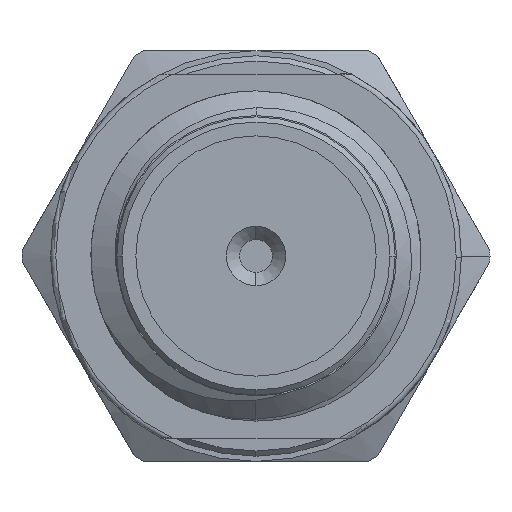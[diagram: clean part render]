
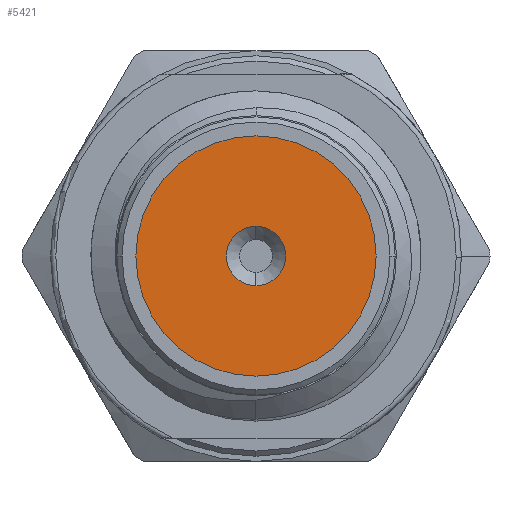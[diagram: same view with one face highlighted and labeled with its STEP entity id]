
A CAD part, left-side view. The second image highlights one B-rep face of the part: STEP entity #5421.
In plain terms, the highlighted planar face has unit normal (-1, 0, 0).
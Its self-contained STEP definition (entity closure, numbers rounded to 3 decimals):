
#187 = CARTESIAN_POINT ( 'NONE',  ( 1.95, 0., 0.571 ) ) ;
#648 = PLANE ( 'NONE',  #3842 ) ;
#948 = AXIS2_PLACEMENT_3D ( 'NONE', #5934, #3139, #1589 ) ;
#1016 = DIRECTION ( 'NONE',  ( 0., 0., 1. ) ) ;
#1088 = CIRCLE ( 'NONE', #2480, 2.31 ) ;
#1122 = FACE_OUTER_BOUND ( 'NONE', #3956, .T. ) ;
#1196 = DIRECTION ( 'NONE',  ( 0., 0., 1. ) ) ;
#1428 = CIRCLE ( 'NONE', #1647, 0.571 ) ;
#1463 = DIRECTION ( 'NONE',  ( -1., 0., 0. ) ) ;
#1589 = DIRECTION ( 'NONE',  ( 0., 0., 1. ) ) ;
#1647 = AXIS2_PLACEMENT_3D ( 'NONE', #1703, #4683, #3659 ) ;
#1703 = CARTESIAN_POINT ( 'NONE',  ( 1.95, 0., 0. ) ) ;
#1770 = CIRCLE ( 'NONE', #5597, 2.31 ) ;
#1976 = VERTEX_POINT ( 'NONE', #6213 ) ;
#2016 = ORIENTED_EDGE ( 'NONE', *, *, #5449, .T. ) ;
#2096 = ORIENTED_EDGE ( 'NONE', *, *, #5442, .T. ) ;
#2238 = DIRECTION ( 'NONE',  ( 0., 0., 1. ) ) ;
#2480 = AXIS2_PLACEMENT_3D ( 'NONE', #4865, #1463, #1016 ) ;
#2696 = EDGE_CURVE ( 'NONE', #1976, #5305, #1088, .T. ) ;
#2873 = CARTESIAN_POINT ( 'NONE',  ( 1.95, 2.31, 0. ) ) ;
#2927 = VERTEX_POINT ( 'NONE', #3793 ) ;
#3139 = DIRECTION ( 'NONE',  ( 1., 0., 0. ) ) ;
#3414 = CARTESIAN_POINT ( 'NONE',  ( 1.95, 0., 0. ) ) ;
#3623 = CIRCLE ( 'NONE', #948, 0.571 ) ;
#3659 = DIRECTION ( 'NONE',  ( 0., 0., 1. ) ) ;
#3793 = CARTESIAN_POINT ( 'NONE',  ( 1.95, 0., -0.571 ) ) ;
#3842 = AXIS2_PLACEMENT_3D ( 'NONE', #5632, #5553, #1196 ) ;
#3881 = FACE_BOUND ( 'NONE', #4985, .T. ) ;
#3956 = EDGE_LOOP ( 'NONE', ( #2096, #5637 ) ) ;
#4683 = DIRECTION ( 'NONE',  ( 1., 0., 0. ) ) ;
#4865 = CARTESIAN_POINT ( 'NONE',  ( 1.95, 0., 0. ) ) ;
#4985 = EDGE_LOOP ( 'NONE', ( #2016, #5831 ) ) ;
#5093 = DIRECTION ( 'NONE',  ( -1., 0., 0. ) ) ;
#5305 = VERTEX_POINT ( 'NONE', #2873 ) ;
#5421 = ADVANCED_FACE ( 'NONE', ( #3881, #1122 ), #648, .T. ) ;
#5442 = EDGE_CURVE ( 'NONE', #5305, #1976, #1770, .T. ) ;
#5449 = EDGE_CURVE ( 'NONE', #5587, #2927, #1428, .T. ) ;
#5553 = DIRECTION ( 'NONE',  ( -1., 0., 0. ) ) ;
#5587 = VERTEX_POINT ( 'NONE', #187 ) ;
#5597 = AXIS2_PLACEMENT_3D ( 'NONE', #3414, #5093, #2238 ) ;
#5632 = CARTESIAN_POINT ( 'NONE',  ( 1.95, 0., 0. ) ) ;
#5637 = ORIENTED_EDGE ( 'NONE', *, *, #2696, .T. ) ;
#5644 = EDGE_CURVE ( 'NONE', #2927, #5587, #3623, .T. ) ;
#5831 = ORIENTED_EDGE ( 'NONE', *, *, #5644, .T. ) ;
#5934 = CARTESIAN_POINT ( 'NONE',  ( 1.95, 0., 0. ) ) ;
#6213 = CARTESIAN_POINT ( 'NONE',  ( 1.95, -2.31, 0. ) ) ;
